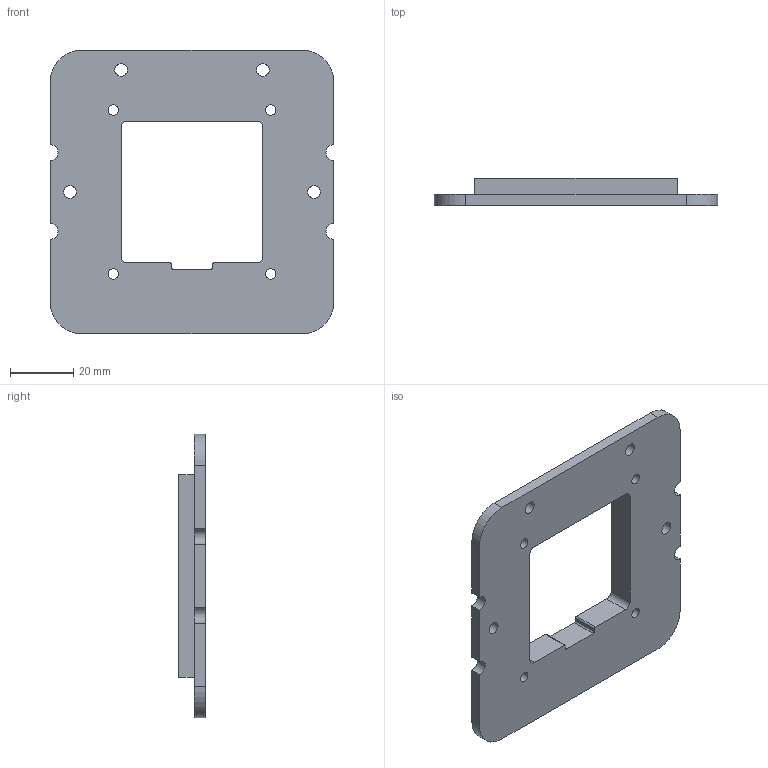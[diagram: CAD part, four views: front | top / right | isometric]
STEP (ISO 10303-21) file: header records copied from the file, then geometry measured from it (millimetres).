
FILE_DESCRIPTION(/* description */ (''),/* implementation_level */ '2;1');
FILE_NAME(/* name */ 'Lamp Holder.stp',/* time_stamp */ '2023-09-19T15:55:41-06:00',/* author */ ('aivel'),/* organization */ (''),/* preprocessor_version */ 'ST-DEVELOPER v18.1',/* originating_system */ 'Autodesk Inventor 2020',/* authorisation */ '');
FILE_SCHEMA (('AUTOMOTIVE_DESIGN { 1 0 10303 214 3 1 1 }'));
Length unit declared in the file: millimetre
Products named in the file (1): Tapa inferior lampara
Bounding box: 90 x 8.5 x 90 mm (x, y, z)
Volume: 30777.9 mm3; surface area: 16269.5 mm2
Topology: 1 solids, 1 shells, 47 faces, 140 edges, 96 vertices
Faces by surface type: cylinder 24, plane 23
Full cylindrical faces by diameter (mm): 3.3 x4, 4 x4
Entity records: 1691 total; most frequent: DIRECTION 292, CARTESIAN_POINT 284, ORIENTED_EDGE 280, EDGE_CURVE 140, AXIS2_PLACEMENT_3D 104, VERTEX_POINT 96, LINE 84, VECTOR 84
